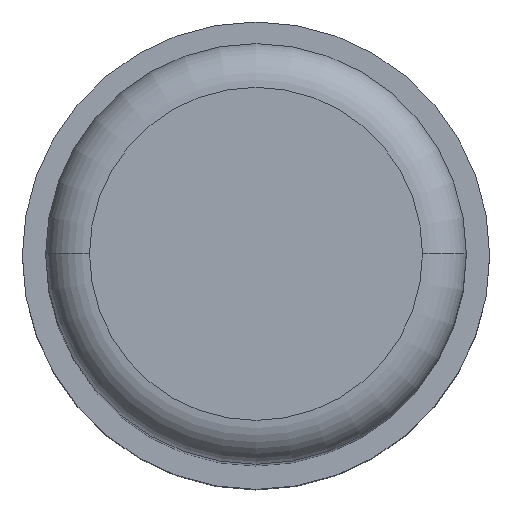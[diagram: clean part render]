
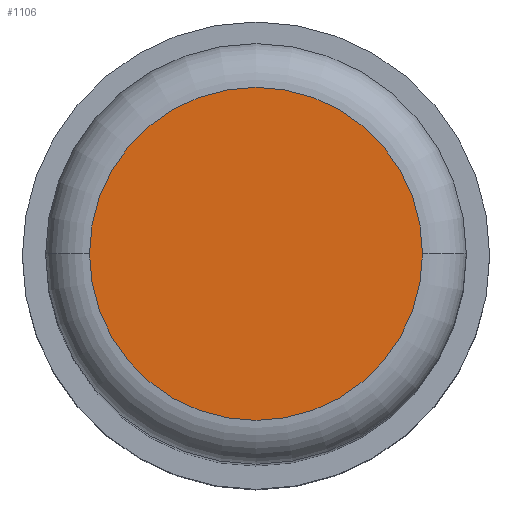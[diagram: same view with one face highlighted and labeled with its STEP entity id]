
A CAD part, top view. The second image highlights one B-rep face of the part: STEP entity #1106.
In plain terms, the highlighted planar face has unit normal (0, 0, 1).
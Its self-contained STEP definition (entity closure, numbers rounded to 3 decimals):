
#100 = DIRECTION ( 'NONE',  ( 1., 0., 0. ) ) ;
#181 = EDGE_CURVE ( 'NONE', #1271, #1414, #389, .T. ) ;
#217 = AXIS2_PLACEMENT_3D ( 'NONE', #1005, #1297, #100 ) ;
#296 = CARTESIAN_POINT ( 'NONE',  ( 11.4, 0., 95.5 ) ) ;
#314 = CARTESIAN_POINT ( 'NONE',  ( 0., 0., 95.5 ) ) ;
#369 = AXIS2_PLACEMENT_3D ( 'NONE', #1411, #1023, #1550 ) ;
#389 = CIRCLE ( 'NONE', #217, 11.4 ) ;
#746 = EDGE_LOOP ( 'NONE', ( #1146, #1727 ) ) ;
#857 = DIRECTION ( 'NONE',  ( 1., 0., 0. ) ) ;
#990 = DIRECTION ( 'NONE',  ( 0., 0., 1. ) ) ;
#1005 = CARTESIAN_POINT ( 'NONE',  ( 0., 0., 95.5 ) ) ;
#1023 = DIRECTION ( 'NONE',  ( 0., 0., 1. ) ) ;
#1042 = PLANE ( 'NONE',  #369 ) ;
#1046 = EDGE_CURVE ( 'NONE', #1414, #1271, #1257, .T. ) ;
#1106 = ADVANCED_FACE ( 'NONE', ( #1707 ), #1042, .T. ) ;
#1124 = AXIS2_PLACEMENT_3D ( 'NONE', #314, #990, #857 ) ;
#1146 = ORIENTED_EDGE ( 'NONE', *, *, #181, .T. ) ;
#1257 = CIRCLE ( 'NONE', #1124, 11.4 ) ;
#1271 = VERTEX_POINT ( 'NONE', #296 ) ;
#1297 = DIRECTION ( 'NONE',  ( 0., 0., 1. ) ) ;
#1411 = CARTESIAN_POINT ( 'NONE',  ( 0., 0., 95.5 ) ) ;
#1414 = VERTEX_POINT ( 'NONE', #1428 ) ;
#1428 = CARTESIAN_POINT ( 'NONE',  ( -11.4, 0., 95.5 ) ) ;
#1550 = DIRECTION ( 'NONE',  ( 1., 0., 0. ) ) ;
#1707 = FACE_OUTER_BOUND ( 'NONE', #746, .T. ) ;
#1727 = ORIENTED_EDGE ( 'NONE', *, *, #1046, .T. ) ;
